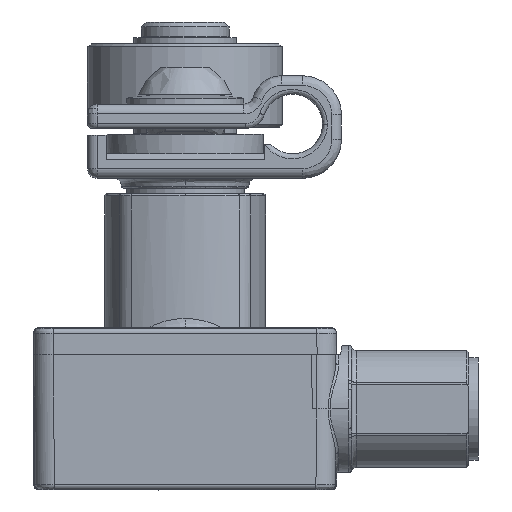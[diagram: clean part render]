
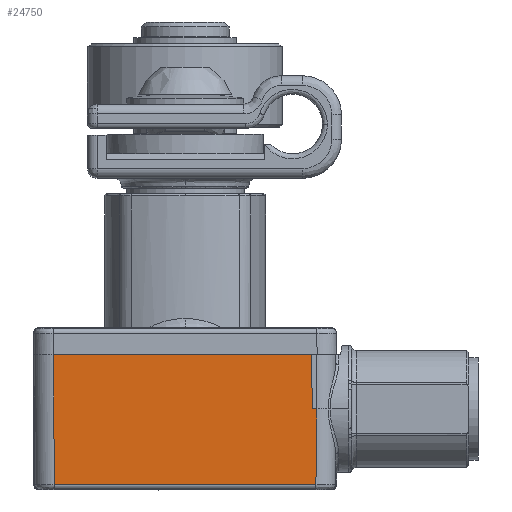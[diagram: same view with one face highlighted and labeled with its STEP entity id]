
A CAD part, front view. The second image highlights one B-rep face of the part: STEP entity #24750.
In plain terms, the highlighted planar face has unit normal (0, -1, -0.009).
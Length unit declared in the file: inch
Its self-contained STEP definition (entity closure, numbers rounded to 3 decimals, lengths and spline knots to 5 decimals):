
#1961 = EDGE_CURVE ( 'NONE', #23630, #45337, #21851, .T. ) ;
#6058 = CARTESIAN_POINT ( 'NONE',  ( -0.09386, -1.70901, -0.49427 ) ) ;
#6304 = CARTESIAN_POINT ( 'NONE',  ( -0.09365, -1.70881, -0.51765 ) ) ;
#6558 = CARTESIAN_POINT ( 'NONE',  ( 0.94488, -1.71168, -0.18898 ) ) ;
#7501 = ORIENTED_EDGE ( 'NONE', *, *, #15227, .F. ) ;
#7757 = CARTESIAN_POINT ( 'NONE',  ( 1.04331, -1.71358, 0.02953 ) ) ;
#8361 = EDGE_CURVE ( 'NONE', #50661, #45337, #13724, .T. ) ;
#8563 = CARTESIAN_POINT ( 'NONE',  ( 0.94488, -1.71168, -0.18898 ) ) ;
#10168 = LINE ( 'NONE', #14748, #28601 ) ;
#11497 = FACE_OUTER_BOUND ( 'NONE', #22319, .T. ) ;
#11827 = CARTESIAN_POINT ( 'NONE',  ( -0.09843, -1.71358, 0.02953 ) ) ;
#12339 = DIRECTION ( 'NONE',  ( 0., 0.009, -1. ) ) ;
#12930 = ORIENTED_EDGE ( 'NONE', *, *, #20686, .T. ) ;
#13724 = LINE ( 'NONE', #8563, #24987 ) ;
#13875 = EDGE_CURVE ( 'NONE', #48291, #39120, #17446, .T. ) ;
#14043 = LINE ( 'NONE', #6304, #23924 ) ;
#14748 = CARTESIAN_POINT ( 'NONE',  ( 1.04331, -1.70901, -0.49427 ) ) ;
#14876 = DIRECTION ( 'NONE',  ( -0.009, -0.009, 1. ) ) ;
#15209 = LINE ( 'NONE', #54056, #48659 ) ;
#15227 = EDGE_CURVE ( 'NONE', #50661, #39120, #15209, .T. ) ;
#16076 = DIRECTION ( 'NONE',  ( 0., -1., -0.009 ) ) ;
#17446 = LINE ( 'NONE', #23346, #42604 ) ;
#19102 = VERTEX_POINT ( 'NONE', #6058 ) ;
#20686 = EDGE_CURVE ( 'NONE', #19102, #48291, #10168, .T. ) ;
#21851 = LINE ( 'NONE', #44678, #31304 ) ;
#22319 = EDGE_LOOP ( 'NONE', ( #32344, #44755, #12930, #33981, #7501, #54886 ) ) ;
#22953 = DIRECTION ( 'NONE',  ( 1., 0., 0. ) ) ;
#23346 = CARTESIAN_POINT ( 'NONE',  ( 0.96266, -1.71168, -0.18898 ) ) ;
#23630 = VERTEX_POINT ( 'NONE', #11827 ) ;
#23924 = VECTOR ( 'NONE', #14876, 39.37008 ) ;
#24750 = ADVANCED_FACE ( 'NONE', ( #11497 ), #46910, .T. ) ;
#24987 = VECTOR ( 'NONE', #26575, 39.37008 ) ;
#26575 = DIRECTION ( 'NONE',  ( -0.009, -0.009, 1. ) ) ;
#28601 = VECTOR ( 'NONE', #32178, 39.37008 ) ;
#28625 = DIRECTION ( 'NONE',  ( 1., 0., 0. ) ) ;
#29792 = CARTESIAN_POINT ( 'NONE',  ( 0.96266, -1.71168, -0.18898 ) ) ;
#31304 = VECTOR ( 'NONE', #22953, 39.37008 ) ;
#32178 = DIRECTION ( 'NONE',  ( 1., 0., 0. ) ) ;
#32344 = ORIENTED_EDGE ( 'NONE', *, *, #1961, .F. ) ;
#33981 = ORIENTED_EDGE ( 'NONE', *, *, #13875, .T. ) ;
#37155 = EDGE_CURVE ( 'NONE', #19102, #23630, #14043, .T. ) ;
#39120 = VERTEX_POINT ( 'NONE', #29792 ) ;
#39256 = CARTESIAN_POINT ( 'NONE',  ( 0.94298, -1.71358, 0.02953 ) ) ;
#40765 = DIRECTION ( 'NONE',  ( 0.009, -0.009, 1. ) ) ;
#42604 = VECTOR ( 'NONE', #40765, 39.37008 ) ;
#43324 = AXIS2_PLACEMENT_3D ( 'NONE', #7757, #16076, #12339 ) ;
#44124 = CARTESIAN_POINT ( 'NONE',  ( 0.96, -1.70901, -0.49427 ) ) ;
#44678 = CARTESIAN_POINT ( 'NONE',  ( 1.10979, -1.71358, 0.02953 ) ) ;
#44755 = ORIENTED_EDGE ( 'NONE', *, *, #37155, .F. ) ;
#45337 = VERTEX_POINT ( 'NONE', #39256 ) ;
#46910 = PLANE ( 'NONE',  #43324 ) ;
#48291 = VERTEX_POINT ( 'NONE', #44124 ) ;
#48659 = VECTOR ( 'NONE', #28625, 39.37008 ) ;
#50661 = VERTEX_POINT ( 'NONE', #6558 ) ;
#54056 = CARTESIAN_POINT ( 'NONE',  ( 1.04331, -1.71168, -0.18898 ) ) ;
#54886 = ORIENTED_EDGE ( 'NONE', *, *, #8361, .T. ) ;
